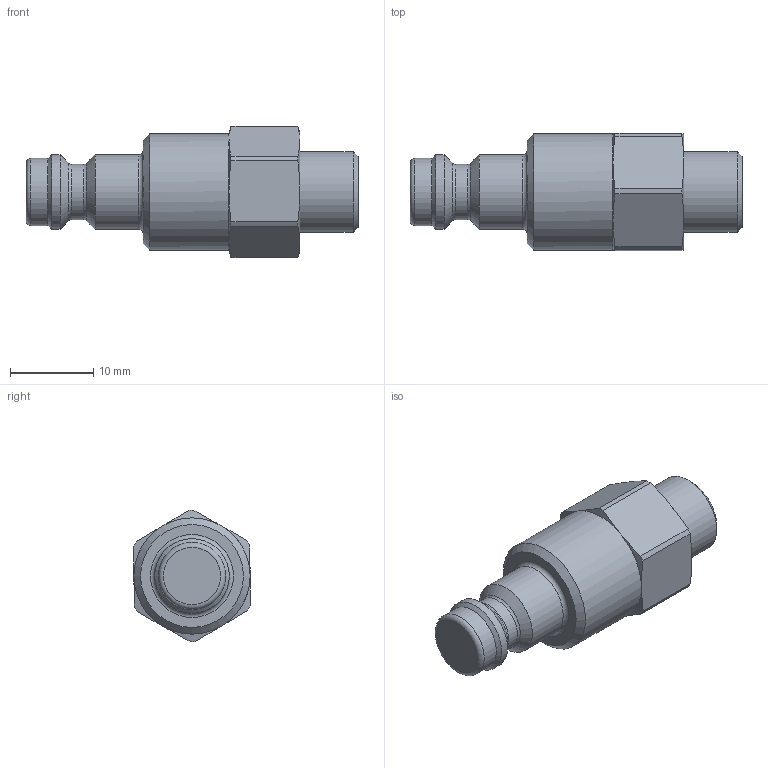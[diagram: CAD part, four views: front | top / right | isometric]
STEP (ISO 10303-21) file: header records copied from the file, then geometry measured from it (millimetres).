
FILE_DESCRIPTION((''),'2;1');
FILE_NAME('21slaw10men.stp','2013-02-21T15:27:12',('IA176480'),(''),'Autodesk Inventor 2011','Autodesk Inventor 2011','');
FILE_SCHEMA(('AUTOMOTIVE_DESIGN { 1 0 10303 214 1 1 1 1 }'));
Length unit declared in the file: millimetre
Products named in the file (1): D105958
Bounding box: 40 x 14.09 x 15.8 mm (x, y, z)
Volume: 4268.9 mm3; surface area: 2174.4 mm2
Topology: 1 solids, 2 shells, 52 faces, 114 edges, 67 vertices
Faces by surface type: cone 20, cylinder 16, plane 11, torus 5
Full cylindrical faces by diameter (mm): 6.65 x1, 8.1 x1, 9 x2, 9.728 x1, 11.058 x2, 11.98 x1, 12 x1, 14 x1
Entity records: 1313 total; most frequent: CARTESIAN_POINT 249, DIRECTION 218, ORIENTED_EDGE 172, AXIS2_PLACEMENT_3D 103, EDGE_CURVE 86, EDGE_LOOP 78, VERTEX_POINT 62, FACE_OUTER_BOUND 52
